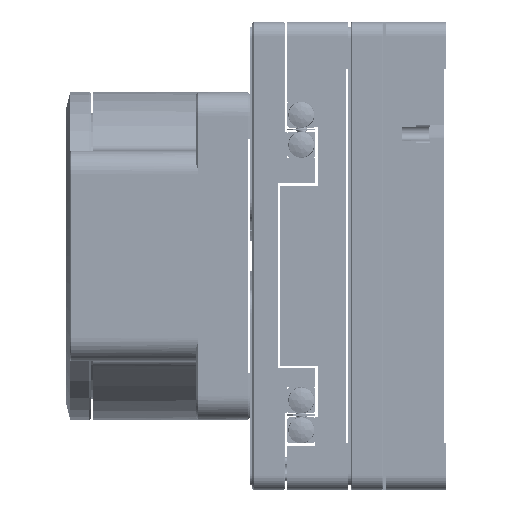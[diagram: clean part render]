
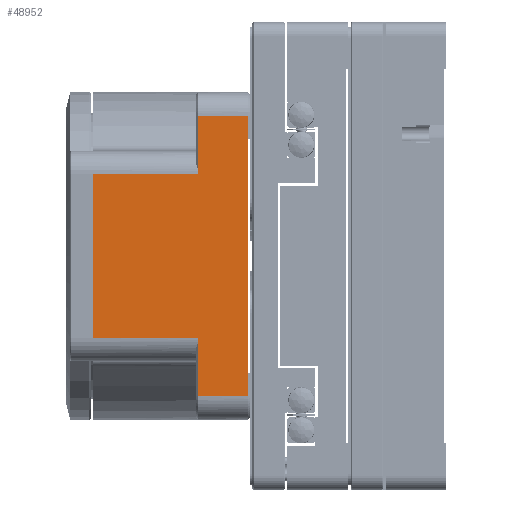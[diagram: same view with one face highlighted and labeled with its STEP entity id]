
A CAD part, left-side view. The second image highlights one B-rep face of the part: STEP entity #48952.
In plain terms, the highlighted planar face has unit normal (-1, 0, 0).
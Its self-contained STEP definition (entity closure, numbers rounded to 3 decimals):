
#1535 = LINE ( 'NONE', #157283, #66222 ) ;
#3040 = EDGE_CURVE ( 'NONE', #38925, #244418, #146407, .T. ) ;
#4226 = CARTESIAN_POINT ( 'NONE',  ( -80., 46.5, 17.5 ) ) ;
#11322 = CARTESIAN_POINT ( 'NONE',  ( -80., 36., -25. ) ) ;
#19372 = VERTEX_POINT ( 'NONE', #32487 ) ;
#19483 = DIRECTION ( 'NONE',  ( 0., -1., 0. ) ) ;
#25147 = EDGE_CURVE ( 'NONE', #114707, #59685, #84693, .T. ) ;
#26761 = CARTESIAN_POINT ( 'NONE',  ( -80., 69., 17.5 ) ) ;
#28232 = ORIENTED_EDGE ( 'NONE', *, *, #203600, .T. ) ;
#28952 = CARTESIAN_POINT ( 'NONE',  ( -80., 36., 25. ) ) ;
#32487 = CARTESIAN_POINT ( 'NONE',  ( -80., 69., -17.5 ) ) ;
#33057 = AXIS2_PLACEMENT_3D ( 'NONE', #116524, #254337, #136316 ) ;
#38372 = CARTESIAN_POINT ( 'NONE',  ( -80., 36., -8.333 ) ) ;
#38925 = VERTEX_POINT ( 'NONE', #28952 ) ;
#41697 = B_SPLINE_CURVE_WITH_KNOTS ( 'NONE', 3,
 ( #141270, #101650, #62680, #200747 ),
 .UNSPECIFIED., .F., .F.,
 ( 4, 4 ),
 ( 0., 1. ),
 .UNSPECIFIED. ) ;
#48459 = CARTESIAN_POINT ( 'NONE',  ( -80., 35.34, 30. ) ) ;
#48952 = ADVANCED_FACE ( 'NONE', ( #156103 ), #234561, .T. ) ;
#49798 = EDGE_LOOP ( 'NONE', ( #50904, #82427, #28232, #254736, #235422, #111970, #212121, #202023, #252719, #205989 ) ) ;
#50904 = ORIENTED_EDGE ( 'NONE', *, *, #76316, .T. ) ;
#52074 = VERTEX_POINT ( 'NONE', #229213 ) ;
#56414 = CARTESIAN_POINT ( 'NONE',  ( -80., 46.5, -21.667 ) ) ;
#59685 = VERTEX_POINT ( 'NONE', #4226 ) ;
#62680 = CARTESIAN_POINT ( 'NONE',  ( -80., 36., -26.667 ) ) ;
#63406 = CARTESIAN_POINT ( 'NONE',  ( -80., 46.5, -17.5 ) ) ;
#64397 = CARTESIAN_POINT ( 'NONE',  ( -80., 46.5, 30. ) ) ;
#66222 = VECTOR ( 'NONE', #19483, 1000. ) ;
#70212 = CARTESIAN_POINT ( 'NONE',  ( -80., 43., -30. ) ) ;
#76251 = CARTESIAN_POINT ( 'NONE',  ( -80., 46.5, -30. ) ) ;
#76316 = EDGE_CURVE ( 'NONE', #86869, #38925, #212792, .T. ) ;
#77542 = VERTEX_POINT ( 'NONE', #148221 ) ;
#78537 = VECTOR ( 'NONE', #107810, 1000. ) ;
#82427 = ORIENTED_EDGE ( 'NONE', *, *, #3040, .T. ) ;
#84693 = LINE ( 'NONE', #206067, #78537 ) ;
#86869 = VERTEX_POINT ( 'NONE', #11322 ) ;
#91692 = CARTESIAN_POINT ( 'NONE',  ( -80., 36., 30. ) ) ;
#92540 = CARTESIAN_POINT ( 'NONE',  ( -80., 36., 25. ) ) ;
#94247 = CARTESIAN_POINT ( 'NONE',  ( -80., 36., 26.667 ) ) ;
#95208 = EDGE_CURVE ( 'NONE', #77542, #59685, #182107, .T. ) ;
#95609 = CARTESIAN_POINT ( 'NONE',  ( -80., 36., 28.333 ) ) ;
#97847 = CARTESIAN_POINT ( 'NONE',  ( -80., 36., 25. ) ) ;
#101650 = CARTESIAN_POINT ( 'NONE',  ( -80., 36., -28.333 ) ) ;
#104191 = CARTESIAN_POINT ( 'NONE',  ( -80., 46.5, 17.5 ) ) ;
#107670 = EDGE_CURVE ( 'NONE', #131000, #52074, #136793, .T. ) ;
#107810 = DIRECTION ( 'NONE',  ( 0., -1., 0. ) ) ;
#111970 = ORIENTED_EDGE ( 'NONE', *, *, #193628, .F. ) ;
#114707 = VERTEX_POINT ( 'NONE', #26761 ) ;
#116524 = CARTESIAN_POINT ( 'NONE',  ( -80., 35.34, -31.2 ) ) ;
#117868 = VECTOR ( 'NONE', #185467, 1000. ) ;
#129710 = CARTESIAN_POINT ( 'NONE',  ( -80., 36., -30. ) ) ;
#131000 = VERTEX_POINT ( 'NONE', #63406 ) ;
#131909 = DIRECTION ( 'NONE',  ( 0., 0., 1. ) ) ;
#136316 = DIRECTION ( 'NONE',  ( 0., 0., 1. ) ) ;
#136793 = B_SPLINE_CURVE_WITH_KNOTS ( 'NONE', 3,
 ( #252953, #56414, #194386, #76251 ),
 .UNSPECIFIED., .F., .F.,
 ( 4, 4 ),
 ( 0., 1. ),
 .UNSPECIFIED. ) ;
#141270 = CARTESIAN_POINT ( 'NONE',  ( -80., 36., -30. ) ) ;
#146407 = B_SPLINE_CURVE_WITH_KNOTS ( 'NONE', 3,
 ( #92540, #94247, #95609, #91692 ),
 .UNSPECIFIED., .F., .F.,
 ( 4, 4 ),
 ( 0., 1. ),
 .UNSPECIFIED. ) ;
#146668 = CARTESIAN_POINT ( 'NONE',  ( -80., 36., 30. ) ) ;
#148221 = CARTESIAN_POINT ( 'NONE',  ( -80., 46.5, 30. ) ) ;
#154437 = VECTOR ( 'NONE', #131909, 1000. ) ;
#156103 = FACE_OUTER_BOUND ( 'NONE', #49798, .T. ) ;
#157283 = CARTESIAN_POINT ( 'NONE',  ( -80., 35.34, -17.5 ) ) ;
#160992 = VERTEX_POINT ( 'NONE', #178485 ) ;
#169903 = EDGE_CURVE ( 'NONE', #160992, #86869, #41697, .T. ) ;
#175893 = B_SPLINE_CURVE_WITH_KNOTS ( 'NONE', 3,
 ( #188288, #70212, #247754, #129710 ),
 .UNSPECIFIED., .F., .F.,
 ( 4, 4 ),
 ( 0., 1. ),
 .UNSPECIFIED. ) ;
#176259 = CARTESIAN_POINT ( 'NONE',  ( -80., 36., -25. ) ) ;
#178485 = CARTESIAN_POINT ( 'NONE',  ( -80., 36., -30. ) ) ;
#182107 = B_SPLINE_CURVE_WITH_KNOTS ( 'NONE', 3,
 ( #64397, #182522, #222281, #104191 ),
 .UNSPECIFIED., .F., .F.,
 ( 4, 4 ),
 ( 0., 1. ),
 .UNSPECIFIED. ) ;
#182522 = CARTESIAN_POINT ( 'NONE',  ( -80., 46.5, 25.833 ) ) ;
#185467 = DIRECTION ( 'NONE',  ( 0., 1., 0. ) ) ;
#188288 = CARTESIAN_POINT ( 'NONE',  ( -80., 46.5, -30. ) ) ;
#193628 = EDGE_CURVE ( 'NONE', #19372, #114707, #213153, .T. ) ;
#194386 = CARTESIAN_POINT ( 'NONE',  ( -80., 46.5, -25.833 ) ) ;
#200747 = CARTESIAN_POINT ( 'NONE',  ( -80., 36., -25. ) ) ;
#202023 = ORIENTED_EDGE ( 'NONE', *, *, #107670, .T. ) ;
#203600 = EDGE_CURVE ( 'NONE', #244418, #77542, #222744, .T. ) ;
#204685 = EDGE_CURVE ( 'NONE', #52074, #160992, #175893, .T. ) ;
#205989 = ORIENTED_EDGE ( 'NONE', *, *, #169903, .T. ) ;
#206067 = CARTESIAN_POINT ( 'NONE',  ( -80., 46.365, 17.5 ) ) ;
#210351 = CARTESIAN_POINT ( 'NONE',  ( -80., 69., 36.4 ) ) ;
#212121 = ORIENTED_EDGE ( 'NONE', *, *, #251715, .T. ) ;
#212792 = B_SPLINE_CURVE_WITH_KNOTS ( 'NONE', 3,
 ( #176259, #38372, #215974, #97847 ),
 .UNSPECIFIED., .F., .F.,
 ( 4, 4 ),
 ( 0., 1. ),
 .UNSPECIFIED. ) ;
#213153 = LINE ( 'NONE', #210351, #154437 ) ;
#215974 = CARTESIAN_POINT ( 'NONE',  ( -80., 36., 8.333 ) ) ;
#222281 = CARTESIAN_POINT ( 'NONE',  ( -80., 46.5, 21.667 ) ) ;
#222744 = LINE ( 'NONE', #48459, #117868 ) ;
#229213 = CARTESIAN_POINT ( 'NONE',  ( -80., 46.5, -30. ) ) ;
#234561 = PLANE ( 'NONE',  #33057 ) ;
#235422 = ORIENTED_EDGE ( 'NONE', *, *, #25147, .F. ) ;
#244418 = VERTEX_POINT ( 'NONE', #146668 ) ;
#247754 = CARTESIAN_POINT ( 'NONE',  ( -80., 39.5, -30. ) ) ;
#251715 = EDGE_CURVE ( 'NONE', #19372, #131000, #1535, .T. ) ;
#252719 = ORIENTED_EDGE ( 'NONE', *, *, #204685, .T. ) ;
#252953 = CARTESIAN_POINT ( 'NONE',  ( -80., 46.5, -17.5 ) ) ;
#254337 = DIRECTION ( 'NONE',  ( -1., 0., 0. ) ) ;
#254736 = ORIENTED_EDGE ( 'NONE', *, *, #95208, .T. ) ;
